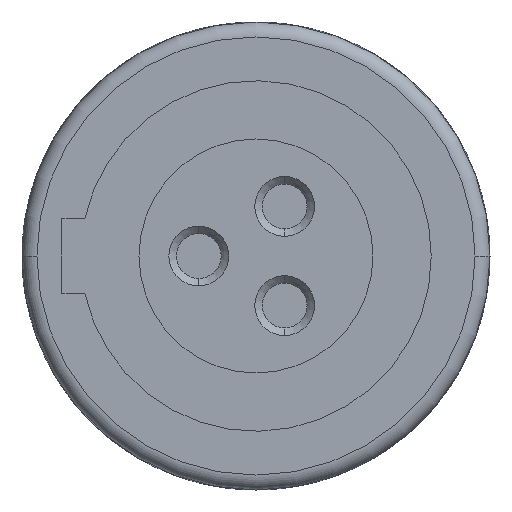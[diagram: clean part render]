
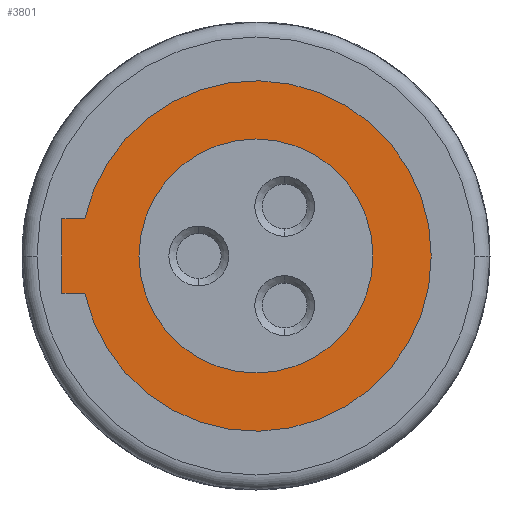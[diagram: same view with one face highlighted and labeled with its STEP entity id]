
A CAD part, left-side view. The second image highlights one B-rep face of the part: STEP entity #3801.
In plain terms, the highlighted planar face has unit normal (-1, 0, 0).
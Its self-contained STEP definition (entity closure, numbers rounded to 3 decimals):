
#1=DIRECTION('',(0.,1.,0.));
#2=VECTOR('',#1,0.461);
#3=CARTESIAN_POINT('',(0.,3.439,-0.75));
#4=LINE('',#3,#2);
#5=DIRECTION('',(0.,0.,1.));
#6=VECTOR('',#5,1.5);
#7=CARTESIAN_POINT('',(0.,3.9,-0.75));
#8=LINE('',#7,#6);
#9=DIRECTION('',(0.,-1.,0.));
#10=VECTOR('',#9,0.461);
#11=CARTESIAN_POINT('',(0.,3.9,0.75));
#12=LINE('',#11,#10);
#13=CARTESIAN_POINT('',(0.,0.,0.));
#14=DIRECTION('',(1.,0.,0.));
#15=DIRECTION('',(0.,0.,-1.));
#16=AXIS2_PLACEMENT_3D('',#13,#14,#15);
#18=CARTESIAN_POINT('',(0.,0.,0.));
#19=DIRECTION('',(1.,0.,0.));
#20=DIRECTION('',(0.,0.,1.));
#21=AXIS2_PLACEMENT_3D('',#18,#19,#20);
#32=CARTESIAN_POINT('',(0.,0.,0.));
#33=DIRECTION('',(-1.,0.,0.));
#34=DIRECTION('',(0.,0.977,-0.213));
#35=AXIS2_PLACEMENT_3D('',#32,#33,#34);
#3424=CARTESIAN_POINT('',(0.,0.,-2.35));
#3425=VERTEX_POINT('',#3424);
#3426=CARTESIAN_POINT('',(0.,0.,2.35));
#3427=VERTEX_POINT('',#3426);
#3540=CARTESIAN_POINT('',(0.,3.9,-0.75));
#3541=CARTESIAN_POINT('',(0.,3.9,0.75));
#3542=VERTEX_POINT('',#3540);
#3543=VERTEX_POINT('',#3541);
#3544=CARTESIAN_POINT('',(0.,3.439,-0.75));
#3545=VERTEX_POINT('',#3544);
#3546=CARTESIAN_POINT('',(0.,3.439,0.75));
#3547=VERTEX_POINT('',#3546);
#3780=CARTESIAN_POINT('',(0.,0.,0.));
#3781=DIRECTION('',(1.,0.,0.));
#3782=DIRECTION('',(0.,0.,-1.));
#3783=AXIS2_PLACEMENT_3D('',#3780,#3781,#3782);
#3784=PLANE('',#3783);
#3786=ORIENTED_EDGE('',*,*,#3785,.F.);
#3788=ORIENTED_EDGE('',*,*,#3787,.T.);
#3790=ORIENTED_EDGE('',*,*,#3789,.T.);
#3792=ORIENTED_EDGE('',*,*,#3791,.T.);
#3793=EDGE_LOOP('',(#3786,#3788,#3790,#3792));
#3794=FACE_OUTER_BOUND('',#3793,.F.);
#3796=ORIENTED_EDGE('',*,*,#3795,.F.);
#3798=ORIENTED_EDGE('',*,*,#3797,.F.);
#3799=EDGE_LOOP('',(#3796,#3798));
#3800=FACE_BOUND('',#3799,.F.);
#3801=ADVANCED_FACE('',(#3794,#3800),#3784,.F.);
#17=CIRCLE('',#16,2.35);
#22=CIRCLE('',#21,2.35);
#36=CIRCLE('',#35,3.52);
#3785=EDGE_CURVE('',#3545,#3547,#36,.T.);
#3787=EDGE_CURVE('',#3545,#3542,#4,.T.);
#3789=EDGE_CURVE('',#3542,#3543,#8,.T.);
#3791=EDGE_CURVE('',#3543,#3547,#12,.T.);
#3795=EDGE_CURVE('',#3425,#3427,#17,.T.);
#3797=EDGE_CURVE('',#3427,#3425,#22,.T.);
